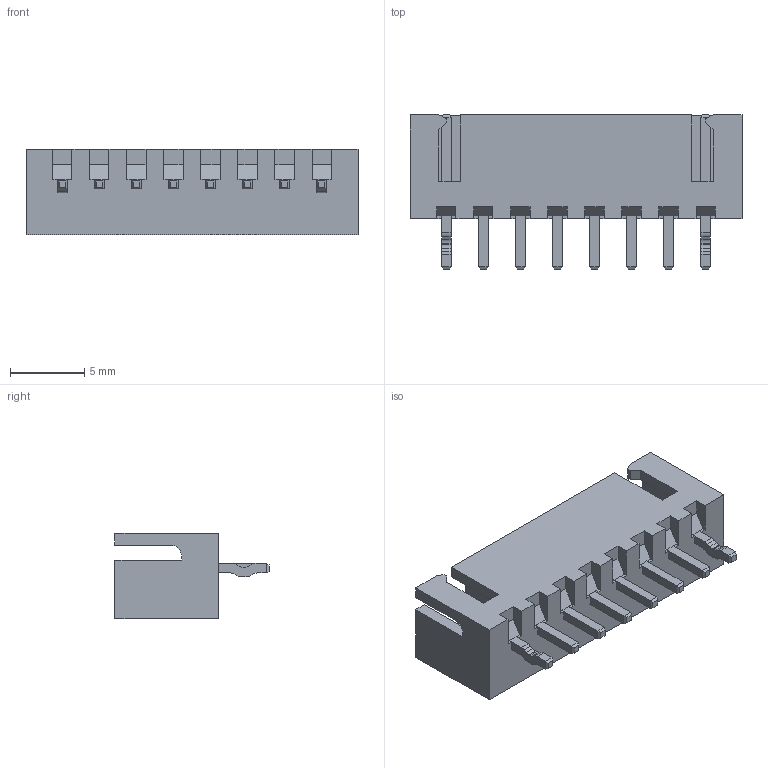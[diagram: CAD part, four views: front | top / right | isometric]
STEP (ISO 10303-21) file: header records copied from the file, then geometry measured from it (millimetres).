
FILE_DESCRIPTION (( 'STEP AP214' ), '1' );
FILE_NAME ('User Library-B8B-XH-A.STEP', '2016-06-19T10:33:52', ( 'Windows User' ), ( '' ), 'SwSTEP 2.0', 'SolidWorks 2016', '' );
FILE_SCHEMA (( 'AUTOMOTIVE_DESIGN' ));
Length unit declared in the file: millimetre
Products named in the file (1): User Library-B8B-XH-A
Bounding box: 22.4 x 10.4 x 5.75 mm (x, y, z)
Surface area: 1153.5 mm2 (no closed solid volume)
Topology: 0 solids, 9 shells, 224 faces, 626 edges, 412 vertices
Faces by surface type: plane 206, cylinder 18
Entity records: 9473 total; most frequent: CARTESIAN_POINT 1263, ORIENTED_EDGE 1172, DIRECTION 1112, EDGE_CURVE 626, LINE 590, VECTOR 590, VERTEX_POINT 412, AXIS2_PLACEMENT_3D 261
